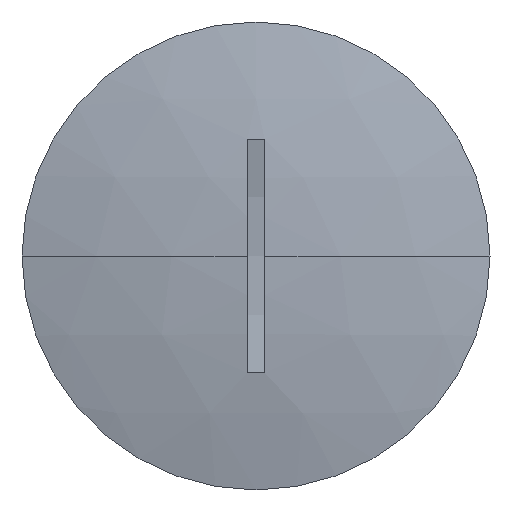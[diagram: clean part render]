
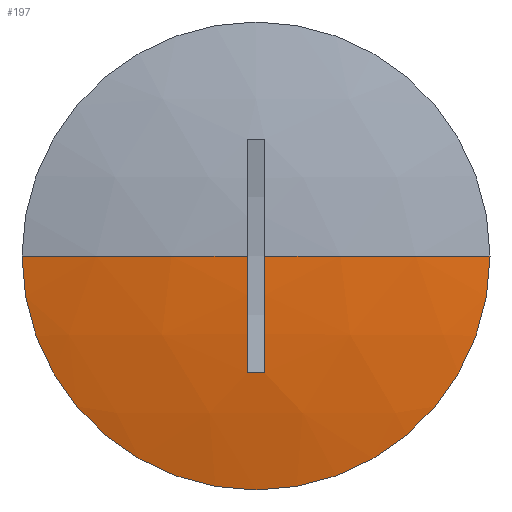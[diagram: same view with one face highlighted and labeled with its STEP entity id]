
A CAD part, left-side view. The second image highlights one B-rep face of the part: STEP entity #197.
In plain terms, the highlighted spherical face has radius 111.957 mm.
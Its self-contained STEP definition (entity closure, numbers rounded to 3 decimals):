
#2 = AXIS2_PLACEMENT_3D ( 'NONE', #154, #378, #254 ) ;
#6 = CIRCLE ( 'NONE', #2, 27. ) ;
#7 = DIRECTION ( 'NONE',  ( 0., 0., 1. ) ) ;
#18 = AXIS2_PLACEMENT_3D ( 'NONE', #223, #170, #305 ) ;
#31 = VERTEX_POINT ( 'NONE', #323 ) ;
#46 = CARTESIAN_POINT ( 'NONE',  ( 96.453, -1., 0. ) ) ;
#48 = CIRCLE ( 'NONE', #414, 111.957 ) ;
#50 = EDGE_CURVE ( 'NONE', #178, #98, #201, .T. ) ;
#53 = EDGE_CURVE ( 'NONE', #98, #255, #104, .T. ) ;
#54 = EDGE_CURVE ( 'NONE', #313, #255, #194, .T. ) ;
#57 = ORIENTED_EDGE ( 'NONE', *, *, #80, .T. ) ;
#80 = EDGE_CURVE ( 'NONE', #328, #31, #6, .T. ) ;
#89 = ORIENTED_EDGE ( 'NONE', *, *, #50, .F. ) ;
#98 = VERTEX_POINT ( 'NONE', #203 ) ;
#104 = B_SPLINE_CURVE_WITH_KNOTS ( 'NONE', 3,
 ( #347, #274, #114, #106 ),
 .UNSPECIFIED., .F., .F.,
 ( 4, 4 ),
 ( 0., 0.002 ),
 .UNSPECIFIED. ) ;
#106 = CARTESIAN_POINT ( 'NONE',  ( -14.685, -1., -13.488 ) ) ;
#114 = CARTESIAN_POINT ( 'NONE',  ( -14.689, -0.333, -13.504 ) ) ;
#120 = DIRECTION ( 'NONE',  ( 0., 0., 1. ) ) ;
#144 = CIRCLE ( 'NONE', #404, 111.957 ) ;
#151 = ORIENTED_EDGE ( 'NONE', *, *, #330, .T. ) ;
#154 = CARTESIAN_POINT ( 'NONE',  ( -12.2, 0., 0. ) ) ;
#158 = CARTESIAN_POINT ( 'NONE',  ( 96.453, 1., 0. ) ) ;
#170 = DIRECTION ( 'NONE',  ( 0., 0., -1. ) ) ;
#178 = VERTEX_POINT ( 'NONE', #401 ) ;
#186 = CARTESIAN_POINT ( 'NONE',  ( -15.5, -1., 0. ) ) ;
#194 = CIRCLE ( 'NONE', #392, 111.953 ) ;
#197 = ADVANCED_FACE ( 'NONE', ( #292 ), #241, .T. ) ;
#201 = CIRCLE ( 'NONE', #293, 111.953 ) ;
#203 = CARTESIAN_POINT ( 'NONE',  ( -14.685, 1., -13.488 ) ) ;
#223 = CARTESIAN_POINT ( 'NONE',  ( 96.453, 0., 0. ) ) ;
#229 = EDGE_LOOP ( 'NONE', ( #57, #151, #285, #275, #89, #262 ) ) ;
#241 = SPHERICAL_SURFACE ( 'NONE', #18, 111.957 ) ;
#242 = DIRECTION ( 'NONE',  ( 0., -1., 0. ) ) ;
#254 = DIRECTION ( 'NONE',  ( 0., -1., 0. ) ) ;
#255 = VERTEX_POINT ( 'NONE', #386 ) ;
#262 = ORIENTED_EDGE ( 'NONE', *, *, #374, .F. ) ;
#264 = CARTESIAN_POINT ( 'NONE',  ( -12.2, 27., 0. ) ) ;
#274 = CARTESIAN_POINT ( 'NONE',  ( -14.689, 0.333, -13.504 ) ) ;
#275 = ORIENTED_EDGE ( 'NONE', *, *, #53, .F. ) ;
#278 = CARTESIAN_POINT ( 'NONE',  ( 96.453, 0., 0. ) ) ;
#281 = DIRECTION ( 'NONE',  ( 0., 0., 1. ) ) ;
#282 = DIRECTION ( 'NONE',  ( 0., 0., -1. ) ) ;
#285 = ORIENTED_EDGE ( 'NONE', *, *, #54, .T. ) ;
#292 = FACE_OUTER_BOUND ( 'NONE', #229, .T. ) ;
#293 = AXIS2_PLACEMENT_3D ( 'NONE', #158, #405, #7 ) ;
#298 = DIRECTION ( 'NONE',  ( 1., 0., 0. ) ) ;
#305 = DIRECTION ( 'NONE',  ( 0., 1., 0. ) ) ;
#313 = VERTEX_POINT ( 'NONE', #186 ) ;
#323 = CARTESIAN_POINT ( 'NONE',  ( -12.2, -27., 0. ) ) ;
#328 = VERTEX_POINT ( 'NONE', #264 ) ;
#330 = EDGE_CURVE ( 'NONE', #31, #313, #144, .T. ) ;
#347 = CARTESIAN_POINT ( 'NONE',  ( -14.685, 1., -13.488 ) ) ;
#354 = CARTESIAN_POINT ( 'NONE',  ( 96.453, 0., 0. ) ) ;
#374 = EDGE_CURVE ( 'NONE', #328, #178, #48, .T. ) ;
#376 = DIRECTION ( 'NONE',  ( 0., 1., 0. ) ) ;
#378 = DIRECTION ( 'NONE',  ( -1., 0., 0. ) ) ;
#386 = CARTESIAN_POINT ( 'NONE',  ( -14.685, -1., -13.488 ) ) ;
#392 = AXIS2_PLACEMENT_3D ( 'NONE', #46, #242, #281 ) ;
#401 = CARTESIAN_POINT ( 'NONE',  ( -15.5, 1., 0. ) ) ;
#404 = AXIS2_PLACEMENT_3D ( 'NONE', #278, #282, #376 ) ;
#405 = DIRECTION ( 'NONE',  ( 0., -1., 0. ) ) ;
#414 = AXIS2_PLACEMENT_3D ( 'NONE', #354, #120, #298 ) ;
